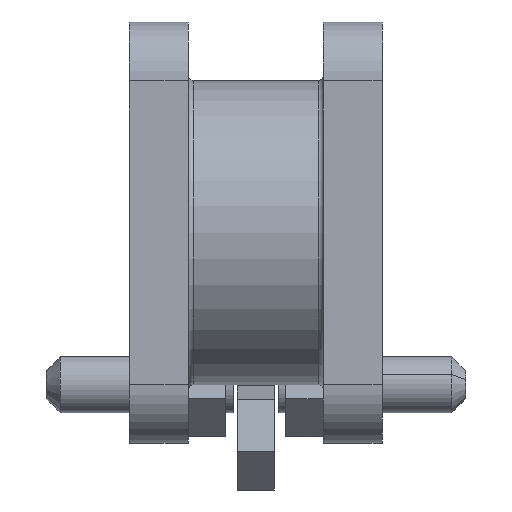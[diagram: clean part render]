
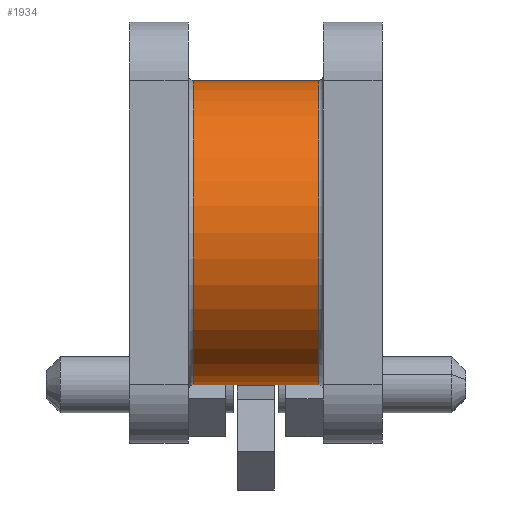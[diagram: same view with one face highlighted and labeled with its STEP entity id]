
A CAD part, front view. The second image highlights one B-rep face of the part: STEP entity #1934.
In plain terms, the highlighted cylindrical face has radius 16.25 mm (diameter 32.5 mm), a partial arc.
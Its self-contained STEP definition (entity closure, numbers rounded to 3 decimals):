
#168 = CARTESIAN_POINT ( 'NONE',  ( 20.2, 0., 16.25 ) ) ;
#200 = VERTEX_POINT ( 'NONE', #168 ) ;
#209 = CARTESIAN_POINT ( 'NONE',  ( 6.8, 0., 16.25 ) ) ;
#243 = CARTESIAN_POINT ( 'NONE',  ( 20.2, 0., -16.25 ) ) ;
#258 = CARTESIAN_POINT ( 'NONE',  ( 6.8, 0., -16.25 ) ) ;
#346 = VERTEX_POINT ( 'NONE', #209 ) ;
#410 = VERTEX_POINT ( 'NONE', #243 ) ;
#438 = VERTEX_POINT ( 'NONE', #258 ) ;
#473 = CARTESIAN_POINT ( 'NONE',  ( 0., 0., 16.25 ) ) ;
#574 = DIRECTION ( 'NONE',  ( -1., 0., 0. ) ) ;
#610 = DIRECTION ( 'NONE',  ( 0., 0., 1. ) ) ;
#810 = DIRECTION ( 'NONE',  ( -1., 0., 0. ) ) ;
#820 = CARTESIAN_POINT ( 'NONE',  ( 0., 0., 0. ) ) ;
#1014 = EDGE_CURVE ( 'NONE', #346, #438, #2060, .T. ) ;
#1018 = EDGE_CURVE ( 'NONE', #410, #438, #2103, .T. ) ;
#1056 = EDGE_LOOP ( 'NONE', ( #1727, #1874, #1859, #1871 ) ) ;
#1086 = AXIS2_PLACEMENT_3D ( 'NONE', #820, #574, #610 ) ;
#1225 = EDGE_CURVE ( 'NONE', #410, #200, #2046, .T. ) ;
#1307 = AXIS2_PLACEMENT_3D ( 'NONE', #2488, #2365, #2286 ) ;
#1351 = EDGE_CURVE ( 'NONE', #200, #346, #2190, .T. ) ;
#1363 = AXIS2_PLACEMENT_3D ( 'NONE', #2283, #2396, #2485 ) ;
#1508 = FACE_OUTER_BOUND ( 'NONE', #1056, .T. ) ;
#1522 = CYLINDRICAL_SURFACE ( 'NONE', #1086, 16.25 ) ;
#1727 = ORIENTED_EDGE ( 'NONE', *, *, #1018, .F. ) ;
#1859 = ORIENTED_EDGE ( 'NONE', *, *, #1351, .T. ) ;
#1871 = ORIENTED_EDGE ( 'NONE', *, *, #1014, .T. ) ;
#1874 = ORIENTED_EDGE ( 'NONE', *, *, #1225, .T. ) ;
#1934 = ADVANCED_FACE ( 'NONE', ( #1508 ), #1522, .T. ) ;
#2046 = CIRCLE ( 'NONE', #1363, 16.25 ) ;
#2060 = CIRCLE ( 'NONE', #1307, 16.25 ) ;
#2103 = LINE ( 'NONE', #2341, #2104 ) ;
#2104 = VECTOR ( 'NONE', #2317, 1000. ) ;
#2190 = LINE ( 'NONE', #473, #2196 ) ;
#2196 = VECTOR ( 'NONE', #810, 1000. ) ;
#2283 = CARTESIAN_POINT ( 'NONE',  ( 20.2, 0., 0. ) ) ;
#2286 = DIRECTION ( 'NONE',  ( 0., 0., 1. ) ) ;
#2317 = DIRECTION ( 'NONE',  ( -1., 0., 0. ) ) ;
#2341 = CARTESIAN_POINT ( 'NONE',  ( 0., 0., -16.25 ) ) ;
#2365 = DIRECTION ( 'NONE',  ( 1., 0., 0. ) ) ;
#2396 = DIRECTION ( 'NONE',  ( -1., 0., 0. ) ) ;
#2485 = DIRECTION ( 'NONE',  ( 0., 0., -1. ) ) ;
#2488 = CARTESIAN_POINT ( 'NONE',  ( 6.8, 0., 0. ) ) ;
